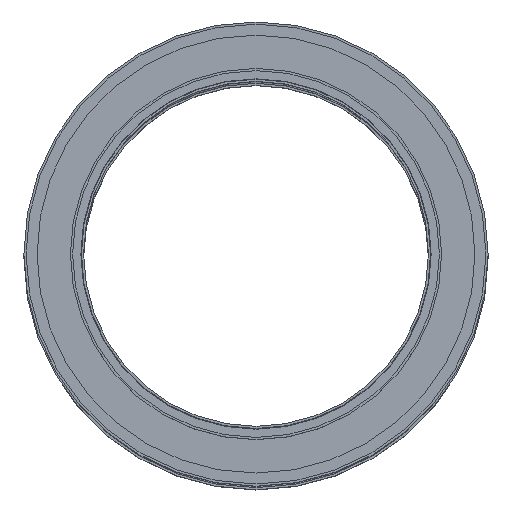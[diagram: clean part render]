
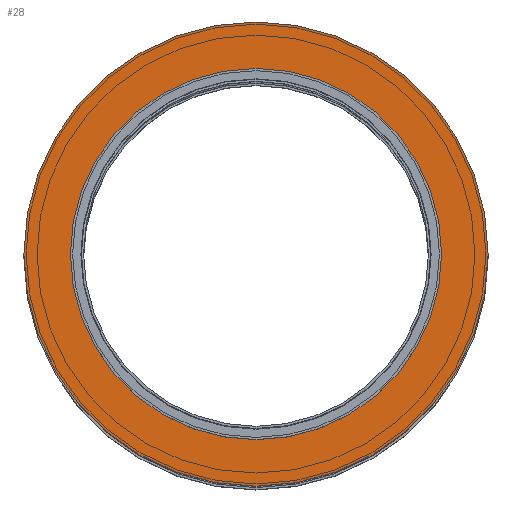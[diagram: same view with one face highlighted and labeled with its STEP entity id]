
A CAD part, top view. The second image highlights one B-rep face of the part: STEP entity #28.
In plain terms, the highlighted planar face has unit normal (0, 0, 1).
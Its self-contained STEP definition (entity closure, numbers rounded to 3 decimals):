
#14 = ORIENTED_EDGE ( 'NONE', *, *, #56, .F. ) ;
#15 = ORIENTED_EDGE ( 'NONE', *, *, #125, .F. ) ;
#17 = EDGE_LOOP ( 'NONE', ( #14, #15 ) ) ;
#22 = EDGE_LOOP ( 'NONE', ( #23, #27 ) ) ;
#23 = ORIENTED_EDGE ( 'NONE', *, *, #49, .T. ) ;
#26 = EDGE_CURVE ( 'NONE', #47, #50, #474, .T. ) ;
#27 = ORIENTED_EDGE ( 'NONE', *, *, #26, .T. ) ;
#28 = ADVANCED_FACE ( 'NONE', ( #465, #464 ), #463, .T. ) ;
#47 = VERTEX_POINT ( 'NONE', #569 ) ;
#49 = EDGE_CURVE ( 'NONE', #50, #47, #568, .T. ) ;
#50 = VERTEX_POINT ( 'NONE', #563 ) ;
#56 = EDGE_CURVE ( 'NONE', #57, #58, #557, .T. ) ;
#57 = VERTEX_POINT ( 'NONE', #609 ) ;
#58 = VERTEX_POINT ( 'NONE', #608 ) ;
#125 = EDGE_CURVE ( 'NONE', #58, #57, #684, .T. ) ;
#462 = CARTESIAN_POINT ( 'NONE',  ( 0., 84.75, 500. ) ) ;
#463 = PLANE ( 'NONE',  #519 ) ;
#464 = FACE_BOUND ( 'NONE', #17, .T. ) ;
#465 = FACE_OUTER_BOUND ( 'NONE', #22, .T. ) ;
#466 = DIRECTION ( 'NONE',  ( 1., 0., 0. ) ) ;
#467 = DIRECTION ( 'NONE',  ( 0., 0., 1. ) ) ;
#468 = CARTESIAN_POINT ( 'NONE',  ( 0., 0., 500. ) ) ;
#469 = AXIS2_PLACEMENT_3D ( 'NONE', #468, #467, #466 ) ;
#474 = CIRCLE ( 'NONE', #469, 106. ) ;
#517 = DIRECTION ( 'NONE',  ( 1., 0., 0. ) ) ;
#518 = DIRECTION ( 'NONE',  ( 0., 0., 1. ) ) ;
#519 = AXIS2_PLACEMENT_3D ( 'NONE', #462, #518, #517 ) ;
#549 = DIRECTION ( 'NONE',  ( 0., 0., 1. ) ) ;
#550 = CARTESIAN_POINT ( 'NONE',  ( 0., 0., 500. ) ) ;
#551 = AXIS2_PLACEMENT_3D ( 'NONE', #550, #549, #610 ) ;
#557 = CIRCLE ( 'NONE', #551, 84.75 ) ;
#563 = CARTESIAN_POINT ( 'NONE',  ( 106., 0., 500. ) ) ;
#564 = DIRECTION ( 'NONE',  ( 1., 0., 0. ) ) ;
#565 = DIRECTION ( 'NONE',  ( 0., 0., 1. ) ) ;
#566 = CARTESIAN_POINT ( 'NONE',  ( 0., 0., 500. ) ) ;
#567 = AXIS2_PLACEMENT_3D ( 'NONE', #566, #565, #564 ) ;
#568 = CIRCLE ( 'NONE', #567, 106. ) ;
#569 = CARTESIAN_POINT ( 'NONE',  ( -106., 0., 500. ) ) ;
#608 = CARTESIAN_POINT ( 'NONE',  ( -84.75, 0., 500. ) ) ;
#609 = CARTESIAN_POINT ( 'NONE',  ( 84.75, 0., 500. ) ) ;
#610 = DIRECTION ( 'NONE',  ( 1., 0., 0. ) ) ;
#676 = DIRECTION ( 'NONE',  ( 1., 0., 0. ) ) ;
#677 = DIRECTION ( 'NONE',  ( 0., 0., 1. ) ) ;
#678 = CARTESIAN_POINT ( 'NONE',  ( 0., 0., 500. ) ) ;
#679 = AXIS2_PLACEMENT_3D ( 'NONE', #678, #677, #676 ) ;
#684 = CIRCLE ( 'NONE', #679, 84.75 ) ;
